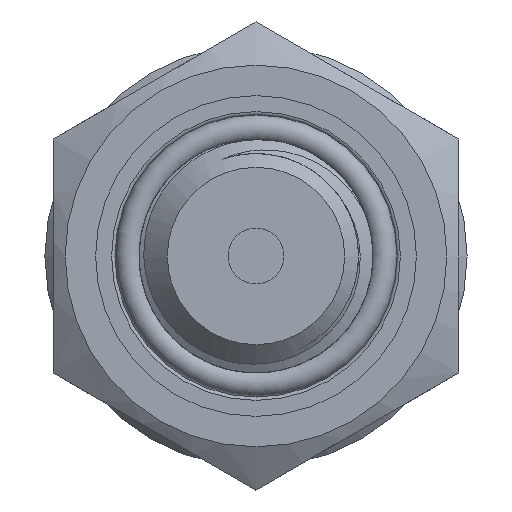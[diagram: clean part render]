
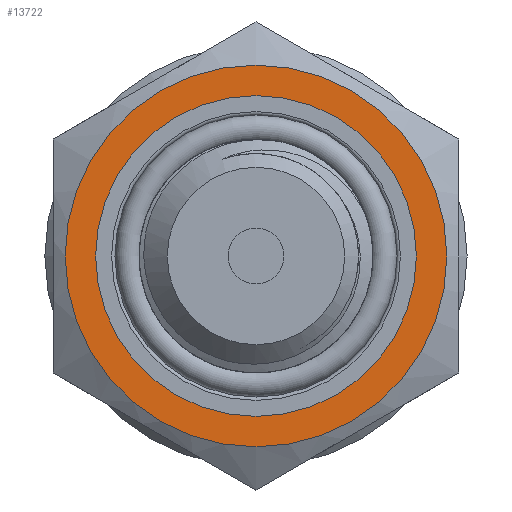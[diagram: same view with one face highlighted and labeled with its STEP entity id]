
A CAD part, left-side view. The second image highlights one B-rep face of the part: STEP entity #13722.
In plain terms, the highlighted planar face has unit normal (-1, 0, 0).
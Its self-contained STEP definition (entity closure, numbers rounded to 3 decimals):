
#195=PLANE('',#14446);
#446=FACE_BOUND('',#1855,.T.);
#1073=FACE_OUTER_BOUND('',#1854,.T.);
#1854=EDGE_LOOP('',(#10649));
#1855=EDGE_LOOP('',(#10650));
#2443=CIRCLE('',#14413,11.3);
#2460=CIRCLE('',#14445,9.5);
#6022=VERTEX_POINT('',#26719);
#6039=VERTEX_POINT('',#27858);
#7699=EDGE_CURVE('',#6022,#6022,#2443,.T.);
#7732=EDGE_CURVE('',#6039,#6039,#2460,.T.);
#10649=ORIENTED_EDGE('',*,*,#7699,.T.);
#10650=ORIENTED_EDGE('',*,*,#7732,.T.);
#13722=ADVANCED_FACE('',(#1073,#446),#195,.T.);
#14413=AXIS2_PLACEMENT_3D('',#26721,#15716,#15717);
#14445=AXIS2_PLACEMENT_3D('',#27859,#15789,#15790);
#14446=AXIS2_PLACEMENT_3D('',#27861,#15792,#15793);
#15716=DIRECTION('center_axis',(-1.,0.,0.));
#15717=DIRECTION('ref_axis',(0.,1.,0.));
#15789=DIRECTION('center_axis',(1.,0.,0.));
#15790=DIRECTION('ref_axis',(0.,0.,-1.));
#15792=DIRECTION('center_axis',(-1.,0.,0.));
#15793=DIRECTION('ref_axis',(0.,0.,1.));
#26719=CARTESIAN_POINT('',(14.,-11.3,0.));
#26721=CARTESIAN_POINT('Origin',(14.,0.,0.));
#27858=CARTESIAN_POINT('',(14.,-9.5,0.));
#27859=CARTESIAN_POINT('Origin',(14.,0.,0.));
#27861=CARTESIAN_POINT('Origin',(14.,12.,0.));
